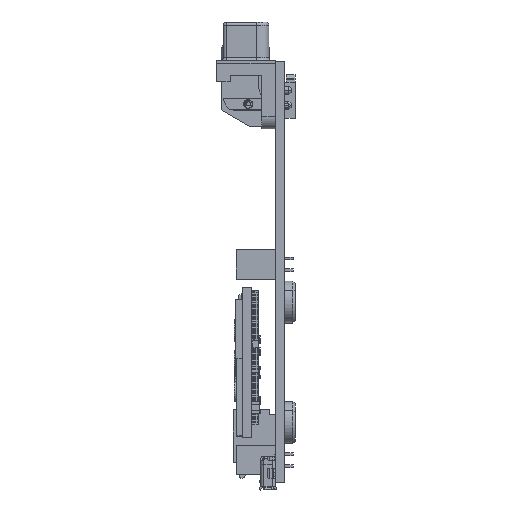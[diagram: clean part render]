
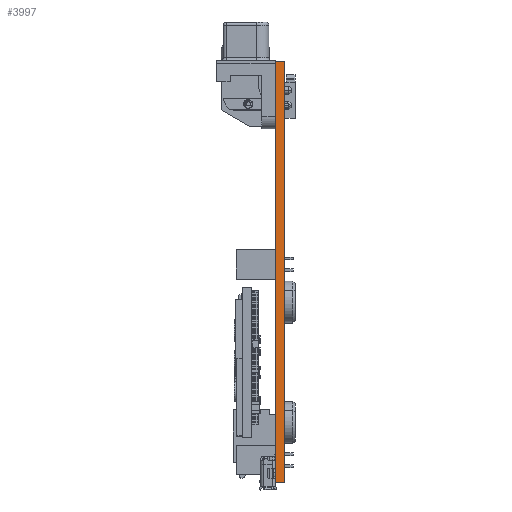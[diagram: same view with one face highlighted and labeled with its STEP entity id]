
A CAD part, left-side view. The second image highlights one B-rep face of the part: STEP entity #3997.
In plain terms, the highlighted planar face has unit normal (-1, 0, 0).
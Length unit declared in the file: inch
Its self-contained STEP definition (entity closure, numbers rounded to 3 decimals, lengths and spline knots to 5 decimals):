
#1343 = CARTESIAN_POINT ( 'NONE',  ( 0., -0.0625, 0. ) ) ;
#1346 = DIRECTION ( 'NONE',  ( 0., 1., 0. ) ) ;
#2207 = LINE ( 'NONE', #1343, #2210 ) ;
#2210 = VECTOR ( 'NONE', #1346, 39.37008 ) ;
#3997 = ADVANCED_FACE ( 'NONE', ( #49793 ), #49585, .T. ) ;
#6247 = LINE ( 'NONE', #117629, #6249 ) ;
#6249 = VECTOR ( 'NONE', #117625, 39.37008 ) ;
#8173 = CARTESIAN_POINT ( 'NONE',  ( 0., -0.0625, -2.8 ) ) ;
#8176 = DIRECTION ( 'NONE',  ( 0., 1., 0. ) ) ;
#8280 = CARTESIAN_POINT ( 'NONE',  ( 0., -0.0625, 0. ) ) ;
#8294 = DIRECTION ( 'NONE',  ( 0., 0., 1. ) ) ;
#11542 = LINE ( 'NONE', #8173, #11549 ) ;
#11549 = VECTOR ( 'NONE', #8176, 39.37008 ) ;
#11635 = LINE ( 'NONE', #8280, #11645 ) ;
#11645 = VECTOR ( 'NONE', #8294, 39.37008 ) ;
#37264 = EDGE_CURVE ( 'NONE', #116861, #116846, #11542, .T. ) ;
#37341 = EDGE_CURVE ( 'NONE', #116861, #116443, #11635, .T. ) ;
#39011 = EDGE_CURVE ( 'NONE', #116443, #116829, #2207, .T. ) ;
#39513 = EDGE_CURVE ( 'NONE', #116846, #116829, #6247, .T. ) ;
#42297 = EDGE_LOOP ( 'NONE', ( #74428, #74370, #74432, #74440 ) ) ;
#49583 = CARTESIAN_POINT ( 'NONE',  ( 0., -0.0625, 0. ) ) ;
#49585 = PLANE ( 'NONE',  #55503 ) ;
#49588 = DIRECTION ( 'NONE',  ( -1., 0., 0. ) ) ;
#49589 = DIRECTION ( 'NONE',  ( 0., 0., 1. ) ) ;
#49793 = FACE_OUTER_BOUND ( 'NONE', #42297, .T. ) ;
#55503 = AXIS2_PLACEMENT_3D ( 'NONE', #49583, #49588, #49589 ) ;
#74370 = ORIENTED_EDGE ( 'NONE', *, *, #37264, .F. ) ;
#74428 = ORIENTED_EDGE ( 'NONE', *, *, #39513, .F. ) ;
#74432 = ORIENTED_EDGE ( 'NONE', *, *, #37341, .T. ) ;
#74440 = ORIENTED_EDGE ( 'NONE', *, *, #39011, .T. ) ;
#100864 = CARTESIAN_POINT ( 'NONE',  ( 0., -0.0625, 0. ) ) ;
#101481 = CARTESIAN_POINT ( 'NONE',  ( 0., 0., 0. ) ) ;
#101517 = CARTESIAN_POINT ( 'NONE',  ( 0., 0., -2.8 ) ) ;
#103913 = CARTESIAN_POINT ( 'NONE',  ( 0., -0.0625, -2.8 ) ) ;
#116443 = VERTEX_POINT ( 'NONE', #100864 ) ;
#116829 = VERTEX_POINT ( 'NONE', #101481 ) ;
#116846 = VERTEX_POINT ( 'NONE', #101517 ) ;
#116861 = VERTEX_POINT ( 'NONE', #103913 ) ;
#117625 = DIRECTION ( 'NONE',  ( 0., 0., 1. ) ) ;
#117629 = CARTESIAN_POINT ( 'NONE',  ( 0., 0., 0. ) ) ;
